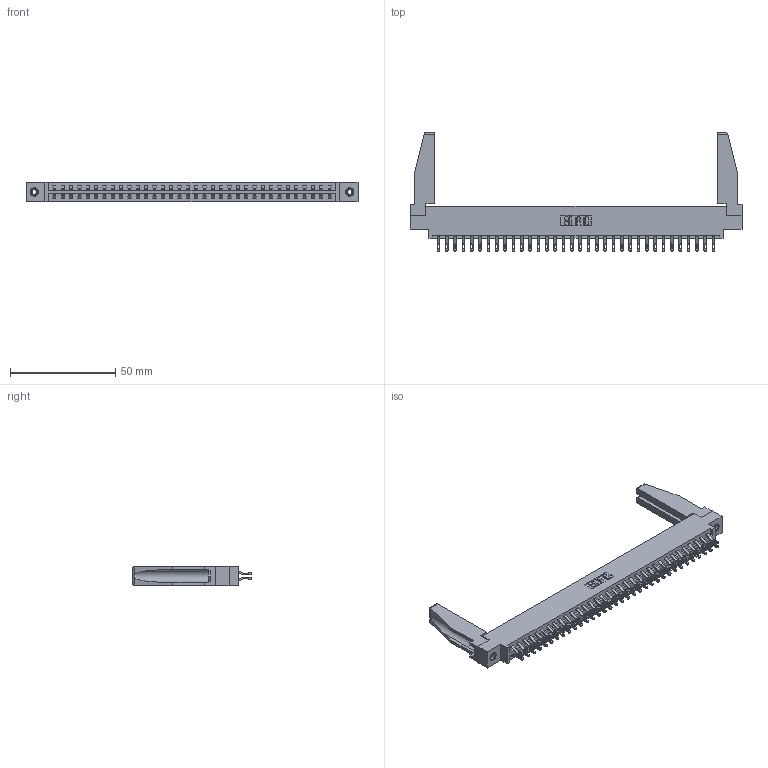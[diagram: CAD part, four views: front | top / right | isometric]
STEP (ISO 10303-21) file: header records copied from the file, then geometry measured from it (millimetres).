
FILE_DESCRIPTION (( 'STEP AP203' ), '1' );
FILE_NAME ('337-068-555-878.STEP', '2019-10-12T02:32:22', ( '' ), ( '' ), 'SwSTEP 2.0', 'SolidWorks 2016', '' );
FILE_SCHEMA (( 'CONFIG_CONTROL_DESIGN' ));
Length unit declared in the file: inch
Products named in the file (5): 345-250-001_345-250-001-102; 337 Part_0.170 Offset - 0.156 Dia-TI; 307-220-078; 337-068-555-878; 345-292-001_555 Tail
Assembly tree (73 placements, depth 2):
  337-068-555-878
    337 Part_0.170 Offset - 0.156 Dia-TI
    345-292-001_555 Tail  x68
    345-250-001_345-250-001-102  x2
    307-220-078  x2
Bounding box: 157.73 x 56.27 x 9.4 mm (x, y, z)
Volume: 20589.8 mm3; surface area: 23366.3 mm2
Topology: 73 solids, 73 shells, 4328 faces, 13505 edges, 8994 vertices
Faces by surface type: plane 2606, cylinder 1706, cone 12, torus 4
Entity records: 30294 total; most frequent: CARTESIAN_POINT 5146, ORIENTED_EDGE 5008, DIRECTION 4368, EDGE_CURVE 2504, LINE 2318, VECTOR 2318, VERTEX_POINT 1664, AXIS2_PLACEMENT_3D 1025
